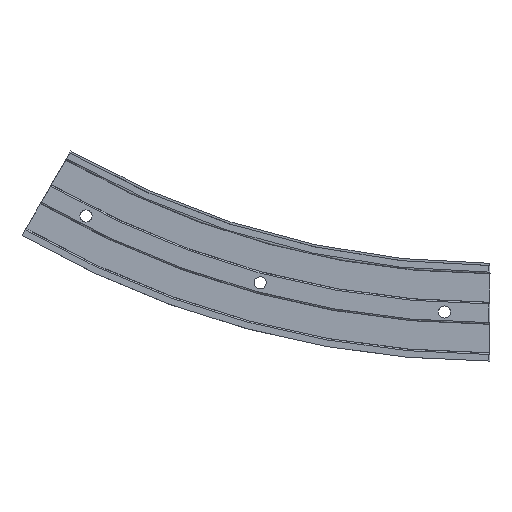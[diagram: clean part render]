
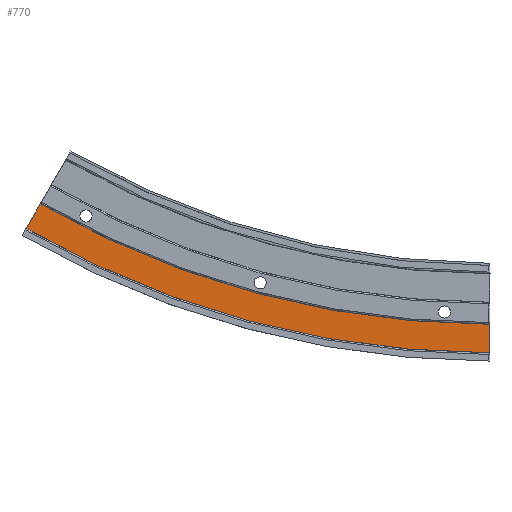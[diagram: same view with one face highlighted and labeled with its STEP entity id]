
A CAD part, front view. The second image highlights one B-rep face of the part: STEP entity #770.
In plain terms, the highlighted planar face has unit normal (0, -1, 0).
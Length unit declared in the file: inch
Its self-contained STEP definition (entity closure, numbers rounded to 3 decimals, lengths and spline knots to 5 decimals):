
#56 = FACE_OUTER_BOUND ( 'NONE', #841, .T. ) ;
#61 = CARTESIAN_POINT ( 'NONE',  ( -0.01, 0.216, -7.95203 ) ) ;
#122 = ORIENTED_EDGE ( 'NONE', *, *, #728, .F. ) ;
#179 = CARTESIAN_POINT ( 'NONE',  ( -2.12512, 0.216, -7.81414 ) ) ;
#182 = EDGE_CURVE ( 'NONE', #296, #929, #687, .T. ) ;
#212 = VECTOR ( 'NONE', #1122, 39.37008 ) ;
#246 = DIRECTION ( 'NONE',  ( 0., 1., 0. ) ) ;
#296 = VERTEX_POINT ( 'NONE', #1357 ) ;
#309 = ORIENTED_EDGE ( 'NONE', *, *, #182, .T. ) ;
#387 = DIRECTION ( 'NONE',  ( 0., 0., -1. ) ) ;
#472 = CIRCLE ( 'NONE', #1233, 8.23547 ) ;
#491 = LINE ( 'NONE', #61, #212 ) ;
#494 = CARTESIAN_POINT ( 'NONE',  ( -3.96923, 0.216, -6.8949 ) ) ;
#551 = VERTEX_POINT ( 'NONE', #559 ) ;
#559 = CARTESIAN_POINT ( 'NONE',  ( -0.01, 0.216, -8.49547 ) ) ;
#568 = CARTESIAN_POINT ( 'NONE',  ( 0., 0.216, 0. ) ) ;
#572 = CIRCLE ( 'NONE', #1331, 8.49547 ) ;
#671 = DIRECTION ( 'NONE',  ( -0.259, 0., -0.966 ) ) ;
#687 = LINE ( 'NONE', #494, #807 ) ;
#728 = EDGE_CURVE ( 'NONE', #551, #929, #572, .T. ) ;
#746 = EDGE_CURVE ( 'NONE', #551, #905, #491, .T. ) ;
#762 = AXIS2_PLACEMENT_3D ( 'NONE', #179, #1096, #387 ) ;
#769 = CARTESIAN_POINT ( 'NONE',  ( 0., 0.216, 0. ) ) ;
#770 = ADVANCED_FACE ( 'NONE', ( #56 ), #1108, .T. ) ;
#807 = VECTOR ( 'NONE', #1194, 39.37008 ) ;
#841 = EDGE_LOOP ( 'NONE', ( #122, #1339, #992, #309 ) ) ;
#905 = VERTEX_POINT ( 'NONE', #916 ) ;
#916 = CARTESIAN_POINT ( 'NONE',  ( -0.01, 0.216, -8.23547 ) ) ;
#929 = VERTEX_POINT ( 'NONE', #1244 ) ;
#992 = ORIENTED_EDGE ( 'NONE', *, *, #1058, .F. ) ;
#1058 = EDGE_CURVE ( 'NONE', #296, #905, #472, .T. ) ;
#1072 = DIRECTION ( 'NONE',  ( 0., -1., 0. ) ) ;
#1096 = DIRECTION ( 'NONE',  ( 0., -1., 0. ) ) ;
#1108 = PLANE ( 'NONE',  #762 ) ;
#1122 = DIRECTION ( 'NONE',  ( 0., 0., 1. ) ) ;
#1194 = DIRECTION ( 'NONE',  ( -0.5, 0., -0.866 ) ) ;
#1233 = AXIS2_PLACEMENT_3D ( 'NONE', #568, #1072, #1260 ) ;
#1244 = CARTESIAN_POINT ( 'NONE',  ( -4.23907, 0.216, -7.36229 ) ) ;
#1260 = DIRECTION ( 'NONE',  ( -0.259, 0., -0.966 ) ) ;
#1331 = AXIS2_PLACEMENT_3D ( 'NONE', #769, #246, #671 ) ;
#1339 = ORIENTED_EDGE ( 'NONE', *, *, #746, .T. ) ;
#1357 = CARTESIAN_POINT ( 'NONE',  ( -4.10907, 0.216, -7.13712 ) ) ;
